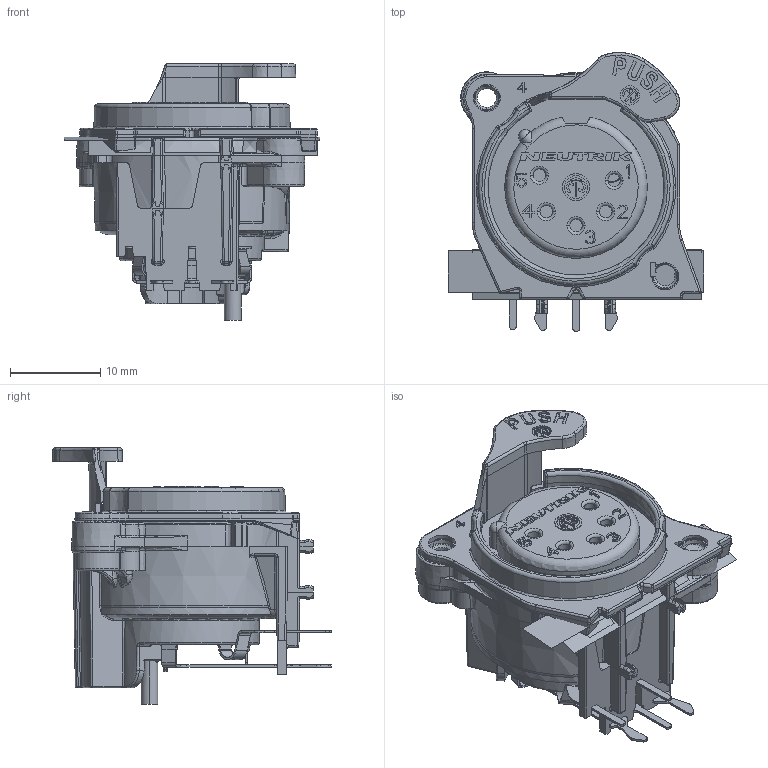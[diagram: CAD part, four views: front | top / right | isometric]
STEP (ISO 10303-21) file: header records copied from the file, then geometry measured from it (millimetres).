
FILE_DESCRIPTION((''),'2;1');
FILE_NAME('30009335','2021-11-19T10:27:37',('SYSTEM'),(''),'CREO PARAMETRIC BY PTC INC, 2021184','CREO PARAMETRIC BY PTC INC, 2021184','');
FILE_SCHEMA(('CONFIG_CONTROL_DESIGN'));
Length unit declared in the file: millimetre
Products named in the file (1): 30009335
Bounding box: 28.4 x 30.94 x 28.44 mm (x, y, z)
Volume: 6669.2 mm3; surface area: 6189 mm2
Topology: 1 solids, 24 shells, 2694 faces, 6951 edges, 4277 vertices
Faces by surface type: plane 988, cylinder 633, bspline 532, torus 209, cone 148, sphere 126, extrusion 58
Entity records: 103969 total; most frequent: CARTESIAN_POINT 42642, ORIENTED_EDGE 13814, DIRECTION 11386, EDGE_CURVE 6948, VERTEX_POINT 4277, AXIS2_PLACEMENT_3D 4054, VECTOR 3278, LINE 3220
